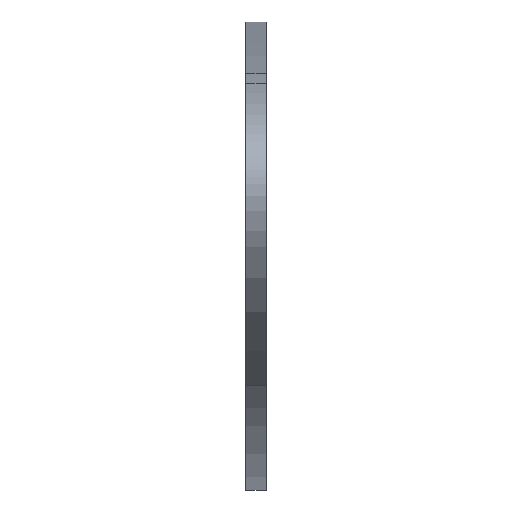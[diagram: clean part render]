
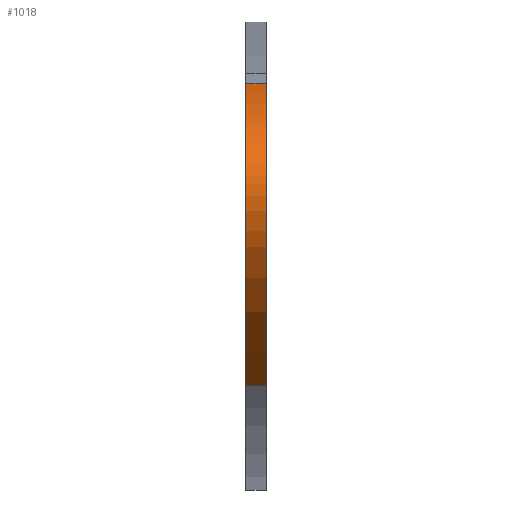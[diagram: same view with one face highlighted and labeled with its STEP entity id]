
A CAD part, front view. The second image highlights one B-rep face of the part: STEP entity #1018.
In plain terms, the highlighted free-form (B-spline) face has degree [3, 1] with [11, 2] control points.
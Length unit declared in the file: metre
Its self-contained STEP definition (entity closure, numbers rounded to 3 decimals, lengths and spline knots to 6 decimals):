
#65=B_SPLINE_CURVE_WITH_KNOTS('',3,(#1690,#1691,#1692,#1693,#1694,#1695,
#1696,#1697,#1698,#1699,#1700),.UNSPECIFIED.,.F.,.F.,(4,1,1,1,1,1,1,1,4),
(0.327045,0.409653,0.450957,0.492261,
0.512913,0.533565,0.574869,0.616173,
0.657477),.UNSPECIFIED.);
#70=B_SPLINE_CURVE_WITH_KNOTS('',3,(#1794,#1795,#1796,#1797,#1798,#1799,
#1800,#1801,#1802,#1803,#1804),.UNSPECIFIED.,.F.,.F.,(4,1,1,1,1,1,1,1,4),
(0.327045,0.409653,0.450957,0.492261,
0.512913,0.533565,0.574869,0.616173,
0.657477),.UNSPECIFIED.);
#76=B_SPLINE_SURFACE_WITH_KNOTS('',3,1,((#1896,#1897),(#1898,#1899),(#1900,
#1901),(#1902,#1903),(#1904,#1905),(#1906,#1907),(#1908,#1909),(#1910,#1911),
(#1912,#1913),(#1914,#1915),(#1916,#1917)),.UNSPECIFIED.,.F.,.F.,.F.,(4,
1,1,1,1,1,1,1,4),(2,2),(0.327045,0.409653,0.450957,
0.492261,0.512913,0.533565,0.574869,
0.616173,0.657477),(0.,0.48),.UNSPECIFIED.);
#94=FACE_OUTER_BOUND('',#164,.T.);
#164=EDGE_LOOP('',(#835,#836,#837,#838));
#260=LINE('',#1895,#356);
#261=LINE('',#1918,#357);
#356=VECTOR('',#1317,1.);
#357=VECTOR('',#1318,1.);
#455=VERTEX_POINT('',#1684);
#456=VERTEX_POINT('',#1689);
#495=VERTEX_POINT('',#1788);
#496=VERTEX_POINT('',#1793);
#564=EDGE_CURVE('',#455,#456,#65,.T.);
#605=EDGE_CURVE('',#496,#495,#70,.T.);
#646=EDGE_CURVE('',#496,#455,#260,.T.);
#647=EDGE_CURVE('',#495,#456,#261,.T.);
#835=ORIENTED_EDGE('',*,*,#564,.F.);
#836=ORIENTED_EDGE('',*,*,#646,.F.);
#837=ORIENTED_EDGE('',*,*,#605,.T.);
#838=ORIENTED_EDGE('',*,*,#647,.T.);
#1018=ADVANCED_FACE('',(#94),#76,.T.);
#1317=DIRECTION('',(-1.,0.,0.));
#1318=DIRECTION('',(-1.,0.,0.));
#1684=CARTESIAN_POINT('',(0.02282,-0.443926,-0.027392));
#1689=CARTESIAN_POINT('',(0.02282,-0.443926,0.030805));
#1690=CARTESIAN_POINT('Ctrl Pts',(0.02282,-0.443926,
-0.027392));
#1691=CARTESIAN_POINT('Ctrl Pts',(0.02282,-0.453204,
-0.022356));
#1692=CARTESIAN_POINT('Ctrl Pts',(0.02282,-0.46475,
-0.01291));
#1693=CARTESIAN_POINT('Ctrl Pts',(0.02282,-0.473366,
0.000136));
#1694=CARTESIAN_POINT('Ctrl Pts',(0.02282,-0.475503,
0.007784));
#1695=CARTESIAN_POINT('Ctrl Pts',(0.02282,-0.475006,
0.013178));
#1696=CARTESIAN_POINT('Ctrl Pts',(0.02282,-0.472967,
0.017966));
#1697=CARTESIAN_POINT('Ctrl Pts',(0.02282,-0.467722,
0.022922));
#1698=CARTESIAN_POINT('Ctrl Pts',(0.02282,-0.457657,
0.027488));
#1699=CARTESIAN_POINT('Ctrl Pts',(0.02282,-0.4488,
0.029793));
#1700=CARTESIAN_POINT('Ctrl Pts',(0.02282,-0.443926,
0.030805));
#1788=CARTESIAN_POINT('',(0.02682,-0.443926,0.030805));
#1793=CARTESIAN_POINT('',(0.02682,-0.443926,-0.027392));
#1794=CARTESIAN_POINT('Ctrl Pts',(0.02682,-0.443926,
-0.027392));
#1795=CARTESIAN_POINT('Ctrl Pts',(0.02682,-0.453204,
-0.022356));
#1796=CARTESIAN_POINT('Ctrl Pts',(0.02682,-0.46475,
-0.01291));
#1797=CARTESIAN_POINT('Ctrl Pts',(0.02682,-0.473366,
0.000136));
#1798=CARTESIAN_POINT('Ctrl Pts',(0.02682,-0.475503,
0.007784));
#1799=CARTESIAN_POINT('Ctrl Pts',(0.02682,-0.475006,
0.013178));
#1800=CARTESIAN_POINT('Ctrl Pts',(0.02682,-0.472967,
0.017966));
#1801=CARTESIAN_POINT('Ctrl Pts',(0.02682,-0.467722,
0.022922));
#1802=CARTESIAN_POINT('Ctrl Pts',(0.02682,-0.457657,
0.027488));
#1803=CARTESIAN_POINT('Ctrl Pts',(0.02682,-0.4488,
0.029793));
#1804=CARTESIAN_POINT('Ctrl Pts',(0.02682,-0.443926,
0.030805));
#1895=CARTESIAN_POINT('',(0.02682,-0.443926,-0.027392));
#1896=CARTESIAN_POINT('Ctrl Pts',(0.02682,-0.443926,
-0.027392));
#1897=CARTESIAN_POINT('Ctrl Pts',(0.02202,-0.443926,
-0.027392));
#1898=CARTESIAN_POINT('Ctrl Pts',(0.02682,-0.453204,
-0.022356));
#1899=CARTESIAN_POINT('Ctrl Pts',(0.02202,-0.453204,
-0.022356));
#1900=CARTESIAN_POINT('Ctrl Pts',(0.02682,-0.46475,
-0.01291));
#1901=CARTESIAN_POINT('Ctrl Pts',(0.02202,-0.46475,
-0.01291));
#1902=CARTESIAN_POINT('Ctrl Pts',(0.02682,-0.473366,
0.000136));
#1903=CARTESIAN_POINT('Ctrl Pts',(0.02202,-0.473366,
0.000136));
#1904=CARTESIAN_POINT('Ctrl Pts',(0.02682,-0.475503,
0.007784));
#1905=CARTESIAN_POINT('Ctrl Pts',(0.02202,-0.475503,
0.007784));
#1906=CARTESIAN_POINT('Ctrl Pts',(0.02682,-0.475006,
0.013178));
#1907=CARTESIAN_POINT('Ctrl Pts',(0.02202,-0.475006,
0.013178));
#1908=CARTESIAN_POINT('Ctrl Pts',(0.02682,-0.472967,
0.017966));
#1909=CARTESIAN_POINT('Ctrl Pts',(0.02202,-0.472967,
0.017966));
#1910=CARTESIAN_POINT('Ctrl Pts',(0.02682,-0.467722,
0.022922));
#1911=CARTESIAN_POINT('Ctrl Pts',(0.02202,-0.467722,
0.022922));
#1912=CARTESIAN_POINT('Ctrl Pts',(0.02682,-0.457657,
0.027488));
#1913=CARTESIAN_POINT('Ctrl Pts',(0.02202,-0.457657,
0.027488));
#1914=CARTESIAN_POINT('Ctrl Pts',(0.02682,-0.4488,
0.029793));
#1915=CARTESIAN_POINT('Ctrl Pts',(0.02202,-0.4488,
0.029793));
#1916=CARTESIAN_POINT('Ctrl Pts',(0.02682,-0.443926,
0.030805));
#1917=CARTESIAN_POINT('Ctrl Pts',(0.02202,-0.443926,
0.030805));
#1918=CARTESIAN_POINT('',(0.02682,-0.443926,0.030805));
